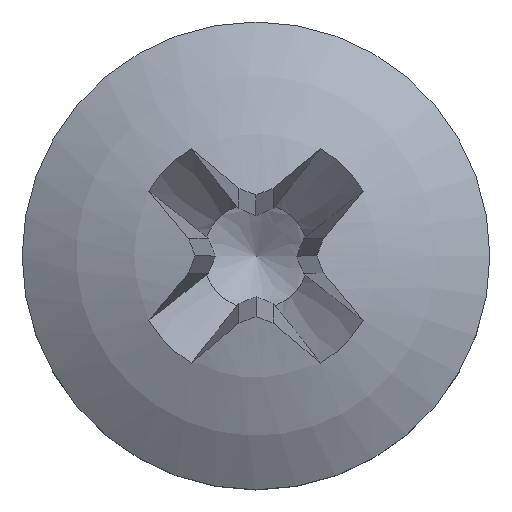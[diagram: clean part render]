
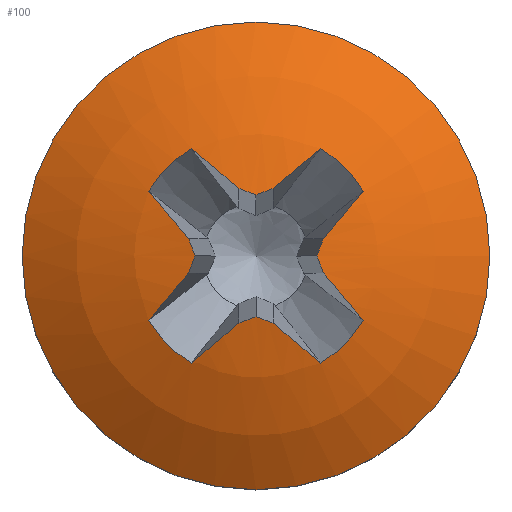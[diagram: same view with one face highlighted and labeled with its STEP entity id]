
A CAD part, top view. The second image highlights one B-rep face of the part: STEP entity #100.
In plain terms, the highlighted spherical face has radius 5 mm.
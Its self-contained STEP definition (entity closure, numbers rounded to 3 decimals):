
#21 = EDGE_CURVE('',#22,#22,#24,.T.);
#22 = VERTEX_POINT('',#23);
#23 = CARTESIAN_POINT('',(2.8,0.,1.542));
#24 = CIRCLE('',#25,2.8);
#25 = AXIS2_PLACEMENT_3D('',#26,#27,#28);
#26 = CARTESIAN_POINT('',(0.,0.,1.542));
#27 = DIRECTION('',(0.,0.,1.));
#28 = DIRECTION('',(1.,0.,0.));
#100 = ADVANCED_FACE('',(#101),#292,.T.);
#101 = FACE_BOUND('',#102,.F.);
#102 = EDGE_LOOP('',(#103,#114,#121,#122,#123,#132,#141,#150,#159,#168,
    #177,#186,#195,#204,#213,#222,#231,#240,#249,#258,#267,#276,#285));
#103 = ORIENTED_EDGE('',*,*,#104,.T.);
#104 = EDGE_CURVE('',#105,#107,#109,.T.);
#105 = VERTEX_POINT('',#106);
#106 = CARTESIAN_POINT('',(0.806,-0.205,2.33));
#107 = VERTEX_POINT('',#108);
#108 = CARTESIAN_POINT('',(0.73,0.,2.346));
#109 = CIRCLE('',#110,4.999);
#110 = AXIS2_PLACEMENT_3D('',#111,#112,#113);
#111 = CARTESIAN_POINT('',(0.105,0.04,
    -2.613));
#112 = DIRECTION('',(-0.928,-0.354,0.114));
#113 = DIRECTION('',(0.356,-0.934,0.));
#114 = ORIENTED_EDGE('',*,*,#115,.T.);
#115 = EDGE_CURVE('',#107,#22,#116,.T.);
#116 = CIRCLE('',#117,5.);
#117 = AXIS2_PLACEMENT_3D('',#118,#119,#120);
#118 = CARTESIAN_POINT('',(0.,0.,-2.6));
#119 = DIRECTION('',(-0.,1.,0.));
#120 = DIRECTION('',(0.,0.,1.));
#121 = ORIENTED_EDGE('',*,*,#21,.F.);
#122 = ORIENTED_EDGE('',*,*,#115,.F.);
#123 = ORIENTED_EDGE('',*,*,#124,.T.);
#124 = EDGE_CURVE('',#107,#125,#127,.T.);
#125 = VERTEX_POINT('',#126);
#126 = CARTESIAN_POINT('',(0.806,0.205,2.33));
#127 = CIRCLE('',#128,4.999);
#128 = AXIS2_PLACEMENT_3D('',#129,#130,#131);
#129 = CARTESIAN_POINT('',(0.105,-0.04,
    -2.613));
#130 = DIRECTION('',(-0.928,0.354,0.114));
#131 = DIRECTION('',(-0.356,-0.934,0.));
#132 = ORIENTED_EDGE('',*,*,#133,.T.);
#133 = EDGE_CURVE('',#125,#134,#136,.T.);
#134 = VERTEX_POINT('',#135);
#135 = CARTESIAN_POINT('',(1.285,0.775,2.17)
  );
#136 = CIRCLE('',#137,5.);
#137 = AXIS2_PLACEMENT_3D('',#138,#139,#140);
#138 = CARTESIAN_POINT('',(0.012,-0.01,
    -2.601));
#139 = DIRECTION('',(-0.749,0.656,0.092));
#140 = DIRECTION('',(-0.659,-0.752,0.)
  );
#141 = ORIENTED_EDGE('',*,*,#142,.F.);
#142 = EDGE_CURVE('',#143,#134,#145,.T.);
#143 = VERTEX_POINT('',#144);
#144 = CARTESIAN_POINT('',(0.775,1.285,2.17)
  );
#145 = CIRCLE('',#146,1.5);
#146 = AXIS2_PLACEMENT_3D('',#147,#148,#149);
#147 = CARTESIAN_POINT('',(0.,0.,2.17));
#148 = DIRECTION('',(0.,-0.,-1.));
#149 = DIRECTION('',(1.,0.,0.));
#150 = ORIENTED_EDGE('',*,*,#151,.T.);
#151 = EDGE_CURVE('',#143,#152,#154,.T.);
#152 = VERTEX_POINT('',#153);
#153 = CARTESIAN_POINT('',(0.205,0.806,2.33));
#154 = CIRCLE('',#155,5.);
#155 = AXIS2_PLACEMENT_3D('',#156,#157,#158);
#156 = CARTESIAN_POINT('',(-0.01,0.012,
    -2.601));
#157 = DIRECTION('',(0.656,-0.749,0.092));
#158 = DIRECTION('',(0.752,0.659,0.));
#159 = ORIENTED_EDGE('',*,*,#160,.T.);
#160 = EDGE_CURVE('',#152,#161,#163,.T.);
#161 = VERTEX_POINT('',#162);
#162 = CARTESIAN_POINT('',(0.,0.73,
    2.346));
#163 = CIRCLE('',#164,4.999);
#164 = AXIS2_PLACEMENT_3D('',#165,#166,#167);
#165 = CARTESIAN_POINT('',(-0.04,0.105,
    -2.613));
#166 = DIRECTION('',(0.354,-0.928,0.114));
#167 = DIRECTION('',(0.934,0.356,0.)
  );
#168 = ORIENTED_EDGE('',*,*,#169,.T.);
#169 = EDGE_CURVE('',#161,#170,#172,.T.);
#170 = VERTEX_POINT('',#171);
#171 = CARTESIAN_POINT('',(-0.205,0.806,2.33));
#172 = CIRCLE('',#173,4.999);
#173 = AXIS2_PLACEMENT_3D('',#174,#175,#176);
#174 = CARTESIAN_POINT('',(0.04,0.105,
    -2.613));
#175 = DIRECTION('',(-0.354,-0.928,0.114));
#176 = DIRECTION('',(0.934,-0.356,0.));
#177 = ORIENTED_EDGE('',*,*,#178,.T.);
#178 = EDGE_CURVE('',#170,#179,#181,.T.);
#179 = VERTEX_POINT('',#180);
#180 = CARTESIAN_POINT('',(-0.775,1.285,2.17
    ));
#181 = CIRCLE('',#182,5.);
#182 = AXIS2_PLACEMENT_3D('',#183,#184,#185);
#183 = CARTESIAN_POINT('',(0.01,0.012,
    -2.601));
#184 = DIRECTION('',(-0.656,-0.749,0.092)
  );
#185 = DIRECTION('',(0.752,-0.659,0.));
#186 = ORIENTED_EDGE('',*,*,#187,.F.);
#187 = EDGE_CURVE('',#188,#179,#190,.T.);
#188 = VERTEX_POINT('',#189);
#189 = CARTESIAN_POINT('',(-1.285,0.775,2.17
    ));
#190 = CIRCLE('',#191,1.5);
#191 = AXIS2_PLACEMENT_3D('',#192,#193,#194);
#192 = CARTESIAN_POINT('',(0.,0.,2.17));
#193 = DIRECTION('',(0.,-0.,-1.));
#194 = DIRECTION('',(1.,0.,0.));
#195 = ORIENTED_EDGE('',*,*,#196,.T.);
#196 = EDGE_CURVE('',#188,#197,#199,.T.);
#197 = VERTEX_POINT('',#198);
#198 = CARTESIAN_POINT('',(-0.806,0.205,2.33));
#199 = CIRCLE('',#200,5.);
#200 = AXIS2_PLACEMENT_3D('',#201,#202,#203);
#201 = CARTESIAN_POINT('',(-0.012,-0.01,
    -2.601));
#202 = DIRECTION('',(0.749,0.656,0.092));
#203 = DIRECTION('',(-0.659,0.752,0.));
#204 = ORIENTED_EDGE('',*,*,#205,.T.);
#205 = EDGE_CURVE('',#197,#206,#208,.T.);
#206 = VERTEX_POINT('',#207);
#207 = CARTESIAN_POINT('',(-0.73,0.,
    2.346));
#208 = CIRCLE('',#209,4.999);
#209 = AXIS2_PLACEMENT_3D('',#210,#211,#212);
#210 = CARTESIAN_POINT('',(-0.105,-0.04,
    -2.613));
#211 = DIRECTION('',(0.928,0.354,0.114));
#212 = DIRECTION('',(-0.356,0.934,0.)
  );
#213 = ORIENTED_EDGE('',*,*,#214,.T.);
#214 = EDGE_CURVE('',#206,#215,#217,.T.);
#215 = VERTEX_POINT('',#216);
#216 = CARTESIAN_POINT('',(-0.806,-0.205,2.33));
#217 = CIRCLE('',#218,4.999);
#218 = AXIS2_PLACEMENT_3D('',#219,#220,#221);
#219 = CARTESIAN_POINT('',(-0.105,0.04,
    -2.613));
#220 = DIRECTION('',(0.928,-0.354,0.114));
#221 = DIRECTION('',(0.356,0.934,0.));
#222 = ORIENTED_EDGE('',*,*,#223,.T.);
#223 = EDGE_CURVE('',#215,#224,#226,.T.);
#224 = VERTEX_POINT('',#225);
#225 = CARTESIAN_POINT('',(-1.285,-0.775,
    2.17));
#226 = CIRCLE('',#227,5.);
#227 = AXIS2_PLACEMENT_3D('',#228,#229,#230);
#228 = CARTESIAN_POINT('',(-0.012,0.01,
    -2.601));
#229 = DIRECTION('',(0.749,-0.656,0.092));
#230 = DIRECTION('',(0.659,0.752,0.));
#231 = ORIENTED_EDGE('',*,*,#232,.F.);
#232 = EDGE_CURVE('',#233,#224,#235,.T.);
#233 = VERTEX_POINT('',#234);
#234 = CARTESIAN_POINT('',(-0.775,-1.285,
    2.17));
#235 = CIRCLE('',#236,1.5);
#236 = AXIS2_PLACEMENT_3D('',#237,#238,#239);
#237 = CARTESIAN_POINT('',(0.,0.,2.17));
#238 = DIRECTION('',(0.,-0.,-1.));
#239 = DIRECTION('',(1.,0.,0.));
#240 = ORIENTED_EDGE('',*,*,#241,.T.);
#241 = EDGE_CURVE('',#233,#242,#244,.T.);
#242 = VERTEX_POINT('',#243);
#243 = CARTESIAN_POINT('',(-0.205,-0.806,2.33));
#244 = CIRCLE('',#245,5.);
#245 = AXIS2_PLACEMENT_3D('',#246,#247,#248);
#246 = CARTESIAN_POINT('',(0.01,-0.012,
    -2.601));
#247 = DIRECTION('',(-0.656,0.749,0.092));
#248 = DIRECTION('',(-0.752,-0.659,0.));
#249 = ORIENTED_EDGE('',*,*,#250,.T.);
#250 = EDGE_CURVE('',#242,#251,#253,.T.);
#251 = VERTEX_POINT('',#252);
#252 = CARTESIAN_POINT('',(0.,-0.73,
    2.346));
#253 = CIRCLE('',#254,4.999);
#254 = AXIS2_PLACEMENT_3D('',#255,#256,#257);
#255 = CARTESIAN_POINT('',(0.04,-0.105,
    -2.613));
#256 = DIRECTION('',(-0.354,0.928,0.114));
#257 = DIRECTION('',(-0.934,-0.356,0.));
#258 = ORIENTED_EDGE('',*,*,#259,.T.);
#259 = EDGE_CURVE('',#251,#260,#262,.T.);
#260 = VERTEX_POINT('',#261);
#261 = CARTESIAN_POINT('',(0.205,-0.806,2.33));
#262 = CIRCLE('',#263,4.999);
#263 = AXIS2_PLACEMENT_3D('',#264,#265,#266);
#264 = CARTESIAN_POINT('',(-0.04,-0.105,
    -2.613));
#265 = DIRECTION('',(0.354,0.928,0.114));
#266 = DIRECTION('',(-0.934,0.356,0.));
#267 = ORIENTED_EDGE('',*,*,#268,.T.);
#268 = EDGE_CURVE('',#260,#269,#271,.T.);
#269 = VERTEX_POINT('',#270);
#270 = CARTESIAN_POINT('',(0.775,-1.285,2.17
    ));
#271 = CIRCLE('',#272,5.);
#272 = AXIS2_PLACEMENT_3D('',#273,#274,#275);
#273 = CARTESIAN_POINT('',(-0.01,-0.012,
    -2.601));
#274 = DIRECTION('',(0.656,0.749,0.092));
#275 = DIRECTION('',(-0.752,0.659,0.)
  );
#276 = ORIENTED_EDGE('',*,*,#277,.F.);
#277 = EDGE_CURVE('',#278,#269,#280,.T.);
#278 = VERTEX_POINT('',#279);
#279 = CARTESIAN_POINT('',(1.285,-0.775,2.17
    ));
#280 = CIRCLE('',#281,1.5);
#281 = AXIS2_PLACEMENT_3D('',#282,#283,#284);
#282 = CARTESIAN_POINT('',(0.,0.,2.17));
#283 = DIRECTION('',(0.,-0.,-1.));
#284 = DIRECTION('',(1.,0.,0.));
#285 = ORIENTED_EDGE('',*,*,#286,.T.);
#286 = EDGE_CURVE('',#278,#105,#287,.T.);
#287 = CIRCLE('',#288,5.);
#288 = AXIS2_PLACEMENT_3D('',#289,#290,#291);
#289 = CARTESIAN_POINT('',(0.012,0.01,
    -2.601));
#290 = DIRECTION('',(-0.749,-0.656,0.092)
  );
#291 = DIRECTION('',(0.659,-0.752,0.)
  );
#292 = SPHERICAL_SURFACE('',#293,5.);
#293 = AXIS2_PLACEMENT_3D('',#294,#295,#296);
#294 = CARTESIAN_POINT('',(0.,0.,-2.6));
#295 = DIRECTION('',(-0.,-0.,-1.));
#296 = DIRECTION('',(1.,0.,0.));
